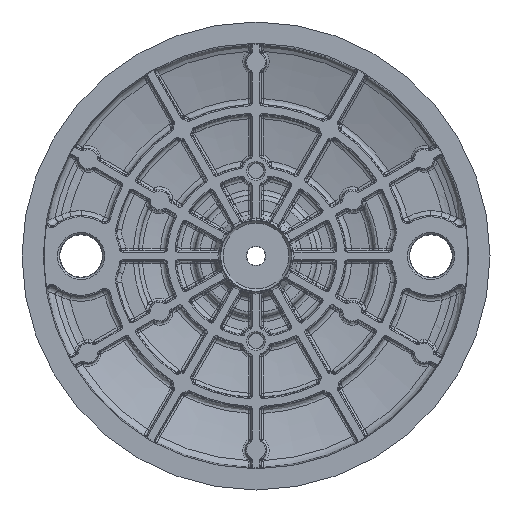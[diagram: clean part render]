
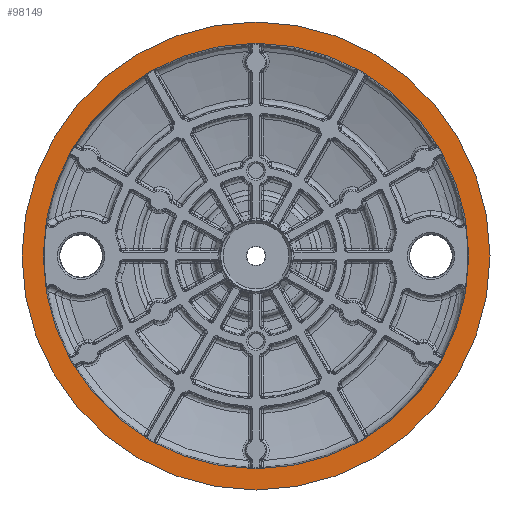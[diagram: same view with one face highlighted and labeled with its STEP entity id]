
A CAD part, front view. The second image highlights one B-rep face of the part: STEP entity #98149.
In plain terms, the highlighted planar face has unit normal (0, -1, 0).
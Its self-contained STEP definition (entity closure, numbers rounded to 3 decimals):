
#307 = EDGE_CURVE ( 'NONE', #92411, #78682, #12177, .T. ) ;
#1160 = ORIENTED_EDGE ( 'NONE', *, *, #69727, .F. ) ;
#1971 = DIRECTION ( 'NONE',  ( 0., 0., -1. ) ) ;
#8168 = DIRECTION ( 'NONE',  ( 0., -1., 0. ) ) ;
#12177 = CIRCLE ( 'NONE', #51126, 49.5 ) ;
#12382 = CARTESIAN_POINT ( 'NONE',  ( 0., 0., -45. ) ) ;
#15138 = FACE_OUTER_BOUND ( 'NONE', #86365, .T. ) ;
#20369 = CARTESIAN_POINT ( 'NONE',  ( 0., 0., 45. ) ) ;
#21935 = EDGE_CURVE ( 'NONE', #73675, #35371, #42101, .T. ) ;
#26494 = CARTESIAN_POINT ( 'NONE',  ( -7.468, 0., 0. ) ) ;
#27534 = AXIS2_PLACEMENT_3D ( 'NONE', #94866, #48523, #1971 ) ;
#33254 = FACE_BOUND ( 'NONE', #98434, .T. ) ;
#34275 = DIRECTION ( 'NONE',  ( 0., 0., 1. ) ) ;
#34330 = CIRCLE ( 'NONE', #97378, 45. ) ;
#35371 = VERTEX_POINT ( 'NONE', #12382 ) ;
#36693 = CIRCLE ( 'NONE', #27534, 49.5 ) ;
#39608 = CARTESIAN_POINT ( 'NONE',  ( 0., 0., -49.5 ) ) ;
#42031 = AXIS2_PLACEMENT_3D ( 'NONE', #26494, #80735, #34275 ) ;
#42101 = CIRCLE ( 'NONE', #52491, 45. ) ;
#46209 = CARTESIAN_POINT ( 'NONE',  ( 0., 0., 0. ) ) ;
#48523 = DIRECTION ( 'NONE',  ( 0., 1., 0. ) ) ;
#51126 = AXIS2_PLACEMENT_3D ( 'NONE', #77600, #77523, #77422 ) ;
#52491 = AXIS2_PLACEMENT_3D ( 'NONE', #46209, #100336, #54055 ) ;
#54055 = DIRECTION ( 'NONE',  ( 0., 0., -1. ) ) ;
#54742 = CARTESIAN_POINT ( 'NONE',  ( 0., 0., 0. ) ) ;
#62577 = DIRECTION ( 'NONE',  ( 0., 0., -1. ) ) ;
#67582 = ORIENTED_EDGE ( 'NONE', *, *, #21935, .F. ) ;
#68573 = CARTESIAN_POINT ( 'NONE',  ( 0., 0., 49.5 ) ) ;
#69727 = EDGE_CURVE ( 'NONE', #35371, #73675, #34330, .T. ) ;
#73583 = ORIENTED_EDGE ( 'NONE', *, *, #95034, .F. ) ;
#73675 = VERTEX_POINT ( 'NONE', #20369 ) ;
#77422 = DIRECTION ( 'NONE',  ( 0., 0., -1. ) ) ;
#77523 = DIRECTION ( 'NONE',  ( 0., 1., 0. ) ) ;
#77600 = CARTESIAN_POINT ( 'NONE',  ( 0., 0., 0. ) ) ;
#78682 = VERTEX_POINT ( 'NONE', #68573 ) ;
#80735 = DIRECTION ( 'NONE',  ( 0., 1., 0. ) ) ;
#81323 = ORIENTED_EDGE ( 'NONE', *, *, #307, .F. ) ;
#86365 = EDGE_LOOP ( 'NONE', ( #81323, #73583 ) ) ;
#92411 = VERTEX_POINT ( 'NONE', #39608 ) ;
#94866 = CARTESIAN_POINT ( 'NONE',  ( 0., 0., 0. ) ) ;
#95034 = EDGE_CURVE ( 'NONE', #78682, #92411, #36693, .T. ) ;
#95938 = PLANE ( 'NONE',  #42031 ) ;
#97378 = AXIS2_PLACEMENT_3D ( 'NONE', #54742, #8168, #62577 ) ;
#98149 = ADVANCED_FACE ( 'NONE', ( #33254, #15138 ), #95938, .F. ) ;
#98434 = EDGE_LOOP ( 'NONE', ( #1160, #67582 ) ) ;
#100336 = DIRECTION ( 'NONE',  ( 0., -1., 0. ) ) ;
